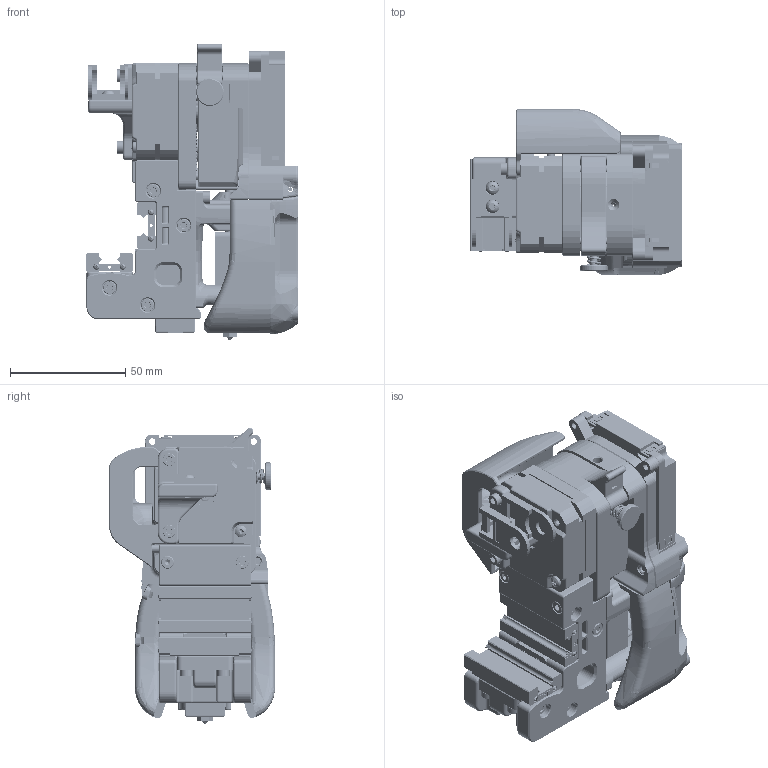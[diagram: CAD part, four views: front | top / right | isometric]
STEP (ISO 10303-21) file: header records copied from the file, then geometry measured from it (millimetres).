
FILE_DESCRIPTION(/* description */ (''),/* implementation_level */ '2;1');
FILE_NAME(/* name */ 'slenderfan_v2 v3.step',/* time_stamp */ '2020-07-09T21:55:59-07:00',/* author */ (''),/* organization */ (''),/* preprocessor_version */ 'ST-DEVELOPER v18.1',/* originating_system */ 'Autodesk Translation Framework v9.3.0.1241',/* authorisation */ '');
FILE_SCHEMA (('AUTOMOTIVE_DESIGN { 1 0 10303 214 3 1 1 }'));
Length unit declared in the file: millimetre
Products named in the file (66): slenderfan_v2; X Carriage Frame; PL-08N v3; probe_bracket; M3x20 SHCS (1); Belt Clamp; 3x6mm Magnet; MGN9H (1); Belt Clamp_1; M3x30 SHCS (1); M3x12 SHCS (1); M3 Hext Nut; M3x16 SHCS (2); Toolhead Cartridge - Slice Mosquito v1; PTFE (1) (1); mosquito+model+to+publish v1; M3 Threaded Insert v4; M2.5x10 SHCS; VORON Clockwork; Guidler; Direct_Drivegear_without_setscrew (1); stift 3 x 20 (1); K3x5x7 Needlebearing (1); Spring Assembly (1); M3 Thumb Screw (1); latch shuttle (1); BMG Drive Mechanism; Driveshaft Assembly; Shaft-assembly; Direct_Drivegear; MR825 Ballbearing 5x8x2; Latch; NEMA17 Short; Motorgear_17T_without_setscrew; Motor Plate; Connector cover; Chain Anchor - IGUS; M3x20 SHCS (1) (1); Main Body; Chain Anchor  - Generic ...
Assembly tree (119 placements, depth 5):
  slenderfan_v2
    X Carriage Frame
      PL-08N v3
        M3x20 SHCS (1)  x2
        probe_bracket
          M3 Threaded Insert (1)  x2
      Belt Clamp
        M3 Threaded Insert (1)
      3x6mm Magnet
      M3x30 SHCS (1)  x3
      M3x8 SHCS (1)  x4
      M3 Hext Nut  x3
      M3x12 SHCS (1)  x2
      M3x16 SHCS (2)  x2
      MGN9H (1)
        MGN9H - Carriage
        MGN9H - Carriage (1)
        MGN9H - Carriage (2)
        MGN9H - Carriage (3)
        MGN9H - Carriage (4)
        MGN9H - Carriage (5)
        MGN9H - Carriage (6)
        MGN9H - Carriage (7)
        MGN9H - Carriage (8)
      Belt Clamp_1
        M3 Threaded Insert (1)
      M3 Threaded Insert (1)  x2
    Toolhead Cartridge - Slice Mosquito v1
      PTFE (1) (1)
      mosquito+model+to+publish v1
      M3 Threaded Insert v4  x2
      M2.5x10 SHCS  x2
    VORON Clockwork
      Guidler
        Direct_Drivegear_without_setscrew (1)
          stift 3 x 20 (1)
          K3x5x7 Needlebearing (1)  x2
        Spring Assembly (1)
          M3 Thumb Screw (1)
        latch shuttle (1)
      BMG Drive Mechanism
        Driveshaft Assembly
          Shaft-assembly
          MR825 Ballbearing 5x8x2  x2
          Direct_Drivegear
      Latch
      NEMA17 Short
        Motorgear_17T_without_setscrew
      Motor Plate
        M3x8 SHCS (1)
      M3x30 SHCS  x4
      Connector cover
      Chain Anchor - IGUS
      M3x20 SHCS (1) (1)  x3
      Main Body
      Chain Anchor  - Generic
        M3 Threaded Insert (1)  x3
      M3 Threaded Insert (1)  x9
      M3x8 SHCS (1)
    X Carriage Pivot Block
Bounding box: 91.95 x 71.79 x 128.3 mm (x, y, z)
Volume: 241128.2 mm3; surface area: 176307.1 mm2
Topology: 133 solids, 157 shells, 8524 faces, 22229 edges, 14167 vertices
Faces by surface type: plane 2734, cylinder 2590, bspline 1866, cone 899, torus 367, sphere 68
Full cylindrical faces by diameter (mm): 0.4 x1, 1 x10, 1.1 x2, 1.288 x10, 1.4 x2, 1.6 x2, 1.75 x1, 1.95 x1, 2 x7, 2.05 x6, 2.15 x1, 2.16 x4, 2.18 x1, 2.19 x1, 2.2 x3, 2.38 x4, 2.4 x2, 2.5 x34, 2.603 x8, 2.8 x12, 2.9 x22, 3 x44, 3.1 x4, 3.2 x4, 3.3 x4, 3.4 x19, 3.45 x4, 3.5 x22, 3.6 x2, 4 x2
Entity records: 199129 total; most frequent: CARTESIAN_POINT 60056, DIRECTION 28980, ORIENTED_EDGE 28745, EDGE_CURVE 14424, AXIS2_PLACEMENT_3D 10995, VERTEX_POINT 9104, LINE 6990, VECTOR 6990
